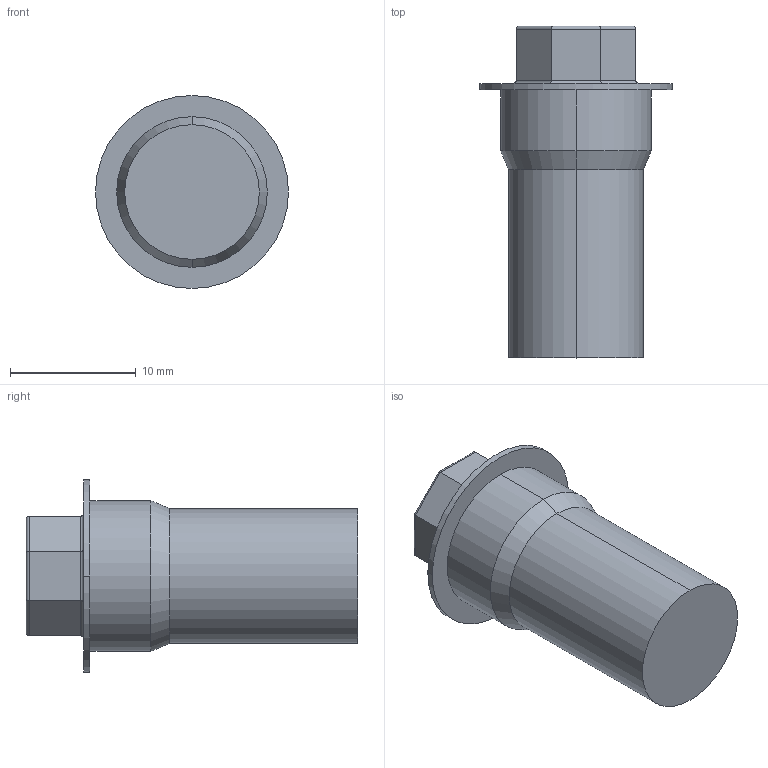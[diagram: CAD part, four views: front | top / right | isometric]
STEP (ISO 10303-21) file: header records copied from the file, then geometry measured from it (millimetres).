
FILE_DESCRIPTION((''),'2;1');
FILE_NAME('2022-60A','2012-08-28T',('ryans'),('Bourns, Inc.'),'PRO/ENGINEER BY PARAMETRIC TECHNOLOGY CORPORATION, 2010100','PRO/ENGINEER BY PARAMETRIC TECHNOLOGY CORPORATION, 2010100','');
FILE_SCHEMA(('CONFIG_CONTROL_DESIGN'));
Length unit declared in the file: millimetre
Products named in the file (1): 2022-60A
Bounding box: 15.37 x 26.42 x 15.37 mm (x, y, z)
Volume: 2491 mm3; surface area: 1256.1 mm2
Topology: 1 solids, 1 shells, 36 faces, 76 edges, 44 vertices
Faces by surface type: cylinder 22, plane 12, cone 2
Entity records: 1098 total; most frequent: CARTESIAN_POINT 316, ORIENTED_EDGE 152, DIRECTION 144, EDGE_CURVE 76, AXIS2_PLACEMENT_3D 48, VECTOR 48, LINE 48, VERTEX_POINT 44
